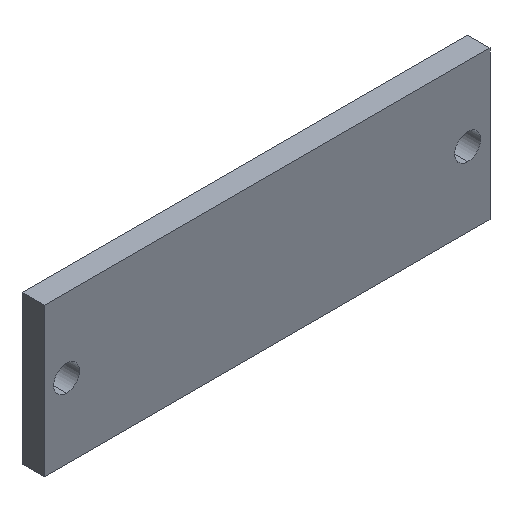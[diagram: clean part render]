
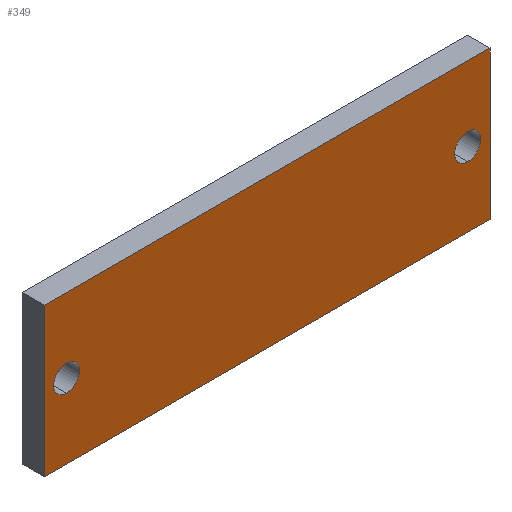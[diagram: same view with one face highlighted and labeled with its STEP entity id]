
A CAD part, isometric view. The second image highlights one B-rep face of the part: STEP entity #349.
In plain terms, the highlighted planar face has unit normal (0, -1, 0).
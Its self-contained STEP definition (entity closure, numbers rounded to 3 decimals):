
#13 = CARTESIAN_POINT ( 'NONE',  ( 54., -6., 0. ) ) ;
#15 = CIRCLE ( 'NONE', #211, 3.5 ) ;
#16 = CARTESIAN_POINT ( 'NONE',  ( 60., -6., 20. ) ) ;
#18 = ORIENTED_EDGE ( 'NONE', *, *, #209, .F. ) ;
#30 = LINE ( 'NONE', #140, #348 ) ;
#36 = CARTESIAN_POINT ( 'NONE',  ( 54., -6., 0. ) ) ;
#44 = LINE ( 'NONE', #237, #264 ) ;
#45 = CIRCLE ( 'NONE', #263, 3.5 ) ;
#49 = EDGE_CURVE ( 'NONE', #336, #101, #15, .T. ) ;
#56 = CARTESIAN_POINT ( 'NONE',  ( 54., -6., 3.5 ) ) ;
#57 = DIRECTION ( 'NONE',  ( 0., 1., 0. ) ) ;
#72 = DIRECTION ( 'NONE',  ( 0., 0., 1. ) ) ;
#81 = EDGE_CURVE ( 'NONE', #259, #198, #163, .T. ) ;
#84 = CARTESIAN_POINT ( 'NONE',  ( 60., -6., -20. ) ) ;
#85 = DIRECTION ( 'NONE',  ( 0., 1., 0. ) ) ;
#99 = ORIENTED_EDGE ( 'NONE', *, *, #215, .F. ) ;
#101 = VERTEX_POINT ( 'NONE', #142 ) ;
#103 = DIRECTION ( 'NONE',  ( 0., 1., 0. ) ) ;
#105 = ORIENTED_EDGE ( 'NONE', *, *, #185, .T. ) ;
#116 = EDGE_CURVE ( 'NONE', #309, #266, #45, .T. ) ;
#122 = VECTOR ( 'NONE', #297, 1000. ) ;
#124 = DIRECTION ( 'NONE',  ( 0., 0., 1. ) ) ;
#126 = DIRECTION ( 'NONE',  ( 0., 0., 1. ) ) ;
#135 = CIRCLE ( 'NONE', #308, 3.5 ) ;
#140 = CARTESIAN_POINT ( 'NONE',  ( 60., -6., 20. ) ) ;
#141 = EDGE_CURVE ( 'NONE', #266, #309, #135, .T. ) ;
#142 = CARTESIAN_POINT ( 'NONE',  ( -54., -6., 3.5 ) ) ;
#149 = CARTESIAN_POINT ( 'NONE',  ( 54., -6., -3.5 ) ) ;
#154 = CARTESIAN_POINT ( 'NONE',  ( 60., -6., -20. ) ) ;
#159 = ORIENTED_EDGE ( 'NONE', *, *, #141, .T. ) ;
#163 = LINE ( 'NONE', #84, #122 ) ;
#169 = FACE_BOUND ( 'NONE', #257, .T. ) ;
#174 = DIRECTION ( 'NONE',  ( 0., 0., 1. ) ) ;
#175 = VERTEX_POINT ( 'NONE', #176 ) ;
#176 = CARTESIAN_POINT ( 'NONE',  ( -60., -6., 20. ) ) ;
#177 = EDGE_LOOP ( 'NONE', ( #231, #227, #18, #99 ) ) ;
#182 = FACE_OUTER_BOUND ( 'NONE', #177, .T. ) ;
#185 = EDGE_CURVE ( 'NONE', #101, #336, #293, .T. ) ;
#198 = VERTEX_POINT ( 'NONE', #301 ) ;
#201 = CARTESIAN_POINT ( 'NONE',  ( -54., -6., -3.5 ) ) ;
#204 = ORIENTED_EDGE ( 'NONE', *, *, #116, .T. ) ;
#209 = EDGE_CURVE ( 'NONE', #323, #259, #30, .T. ) ;
#211 = AXIS2_PLACEMENT_3D ( 'NONE', #324, #325, #271 ) ;
#213 = AXIS2_PLACEMENT_3D ( 'NONE', #220, #256, #124 ) ;
#215 = EDGE_CURVE ( 'NONE', #175, #323, #44, .T. ) ;
#220 = CARTESIAN_POINT ( 'NONE',  ( -54., -6., 0. ) ) ;
#227 = ORIENTED_EDGE ( 'NONE', *, *, #81, .F. ) ;
#231 = ORIENTED_EDGE ( 'NONE', *, *, #241, .F. ) ;
#234 = DIRECTION ( 'NONE',  ( 1., 0., 0. ) ) ;
#235 = VECTOR ( 'NONE', #126, 1000. ) ;
#237 = CARTESIAN_POINT ( 'NONE',  ( 60., -6., 20. ) ) ;
#241 = EDGE_CURVE ( 'NONE', #198, #175, #319, .T. ) ;
#247 = DIRECTION ( 'NONE',  ( 0., 0., -1. ) ) ;
#256 = DIRECTION ( 'NONE',  ( 0., 1., 0. ) ) ;
#257 = EDGE_LOOP ( 'NONE', ( #105, #260 ) ) ;
#259 = VERTEX_POINT ( 'NONE', #154 ) ;
#260 = ORIENTED_EDGE ( 'NONE', *, *, #49, .T. ) ;
#262 = CARTESIAN_POINT ( 'NONE',  ( -60., -6., 20. ) ) ;
#263 = AXIS2_PLACEMENT_3D ( 'NONE', #13, #57, #174 ) ;
#264 = VECTOR ( 'NONE', #234, 1000. ) ;
#266 = VERTEX_POINT ( 'NONE', #56 ) ;
#271 = DIRECTION ( 'NONE',  ( 0., 0., 1. ) ) ;
#273 = AXIS2_PLACEMENT_3D ( 'NONE', #275, #103, #72 ) ;
#275 = CARTESIAN_POINT ( 'NONE',  ( 0., -6., 0. ) ) ;
#281 = EDGE_LOOP ( 'NONE', ( #159, #204 ) ) ;
#290 = PLANE ( 'NONE',  #273 ) ;
#293 = CIRCLE ( 'NONE', #213, 3.5 ) ;
#297 = DIRECTION ( 'NONE',  ( -1., 0., 0. ) ) ;
#301 = CARTESIAN_POINT ( 'NONE',  ( -60., -6., -20. ) ) ;
#305 = DIRECTION ( 'NONE',  ( 0., 0., 1. ) ) ;
#308 = AXIS2_PLACEMENT_3D ( 'NONE', #36, #85, #305 ) ;
#309 = VERTEX_POINT ( 'NONE', #149 ) ;
#316 = FACE_BOUND ( 'NONE', #281, .T. ) ;
#319 = LINE ( 'NONE', #262, #235 ) ;
#323 = VERTEX_POINT ( 'NONE', #16 ) ;
#324 = CARTESIAN_POINT ( 'NONE',  ( -54., -6., 0. ) ) ;
#325 = DIRECTION ( 'NONE',  ( 0., 1., 0. ) ) ;
#336 = VERTEX_POINT ( 'NONE', #201 ) ;
#348 = VECTOR ( 'NONE', #247, 1000. ) ;
#349 = ADVANCED_FACE ( 'NONE', ( #169, #316, #182 ), #290, .F. ) ;
